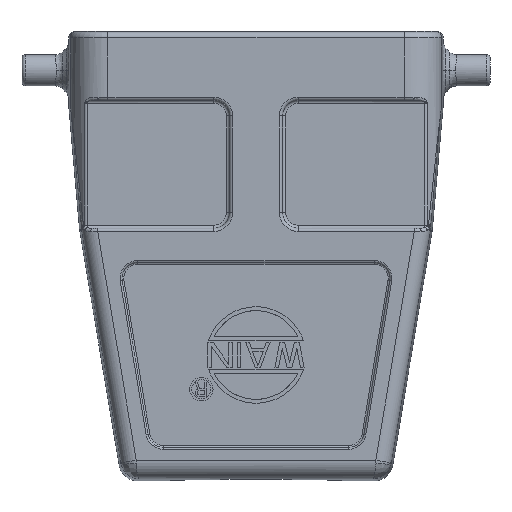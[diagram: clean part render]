
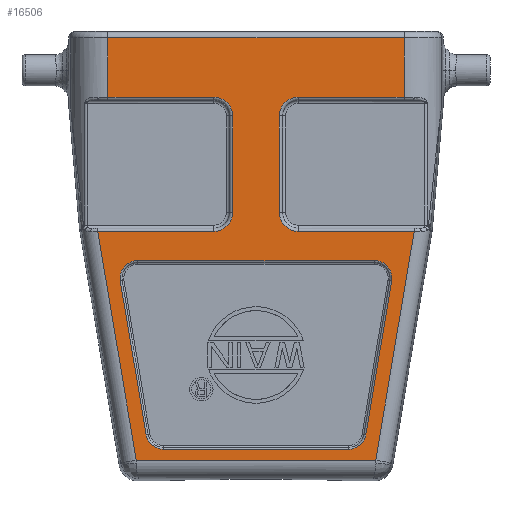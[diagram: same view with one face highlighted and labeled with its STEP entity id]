
A CAD part, front view. The second image highlights one B-rep face of the part: STEP entity #16506.
In plain terms, the highlighted planar face has unit normal (0, -1, 0).
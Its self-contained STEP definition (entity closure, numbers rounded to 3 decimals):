
#1709=DIRECTION('',(-1.,0.,0.));
#1710=VECTOR('',#1709,47.457);
#1711=CARTESIAN_POINT('',(23.729,-21.5,-1.));
#1712=LINE('',#1711,#1710);
#4130=DIRECTION('',(-1.,0.,0.));
#4131=VECTOR('',#4130,16.979);
#4132=CARTESIAN_POINT('',(-6.75,-21.5,-10.5));
#4133=LINE('',#4132,#4131);
#4134=DIRECTION('',(0.,0.,1.));
#4135=VECTOR('',#4134,9.5);
#4136=CARTESIAN_POINT('',(-23.729,-21.5,-10.5));
#4137=LINE('',#4136,#4135);
#4138=DIRECTION('',(0.,0.,-1.));
#4139=VECTOR('',#4138,9.5);
#4140=CARTESIAN_POINT('',(23.729,-21.5,-1.));
#4141=LINE('',#4140,#4139);
#4142=DIRECTION('',(-1.,0.,0.));
#4143=VECTOR('',#4142,16.979);
#4144=CARTESIAN_POINT('',(23.729,-21.5,-10.5));
#4145=LINE('',#4144,#4143);
#4146=CARTESIAN_POINT('',(6.75,-21.5,-13.5));
#4147=DIRECTION('',(0.,-1.,0.));
#4148=DIRECTION('',(0.,0.,1.));
#4149=AXIS2_PLACEMENT_3D('',#4146,#4147,#4148);
#4151=DIRECTION('',(0.,0.,-1.));
#4152=VECTOR('',#4151,15.5);
#4153=CARTESIAN_POINT('',(3.75,-21.5,-13.5));
#4154=LINE('',#4153,#4152);
#4155=CARTESIAN_POINT('',(6.75,-21.5,-29.));
#4156=DIRECTION('',(0.,-1.,0.));
#4157=DIRECTION('',(-1.,0.,0.));
#4158=AXIS2_PLACEMENT_3D('',#4155,#4156,#4157);
#4160=DIRECTION('',(1.,0.,0.));
#4161=VECTOR('',#4160,18.602);
#4162=CARTESIAN_POINT('',(6.75,-21.5,-32.));
#4163=LINE('',#4162,#4161);
#4164=DIRECTION('',(1.,0.,0.));
#4165=VECTOR('',#4164,18.615);
#4166=CARTESIAN_POINT('',(-25.365,-21.5,-32.));
#4167=LINE('',#4166,#4165);
#4168=CARTESIAN_POINT('',(-6.75,-21.5,-29.));
#4169=DIRECTION('',(0.,-1.,0.));
#4170=DIRECTION('',(0.,0.,-1.));
#4171=AXIS2_PLACEMENT_3D('',#4168,#4169,#4170);
#4173=DIRECTION('',(0.,0.,1.));
#4174=VECTOR('',#4173,15.5);
#4175=CARTESIAN_POINT('',(-3.75,-21.5,-29.));
#4176=LINE('',#4175,#4174);
#4177=CARTESIAN_POINT('',(-6.75,-21.5,-13.5));
#4178=DIRECTION('',(0.,-1.,0.));
#4179=DIRECTION('',(1.,0.,0.));
#4180=AXIS2_PLACEMENT_3D('',#4177,#4178,#4179);
#4186=DIRECTION('',(1.,0.,0.));
#4187=VECTOR('',#4186,29.678);
#4188=CARTESIAN_POINT('',(-14.84,-21.5,-66.925));
#4189=LINE('',#4188,#4187);
#4222=CARTESIAN_POINT('',(-14.84,-21.5,
-64.125));
#4223=DIRECTION('',(0.,-1.,0.));
#4224=DIRECTION('',(-0.986,0.,-0.166));
#4225=AXIS2_PLACEMENT_3D('',#4222,#4223,#4224);
#4241=DIRECTION('',(0.166,0.,-0.986));
#4242=VECTOR('',#4241,24.971);
#4243=CARTESIAN_POINT('',(-21.748,-21.5,-39.965));
#4244=LINE('',#4243,#4242);
#4282=CARTESIAN_POINT('',(-18.987,-21.5,-39.5));
#4283=DIRECTION('',(0.,-1.,0.));
#4284=DIRECTION('',(0.,0.,1.));
#4285=AXIS2_PLACEMENT_3D('',#4282,#4283,#4284);
#4296=DIRECTION('',(-1.,0.,0.));
#4297=VECTOR('',#4296,37.964);
#4298=CARTESIAN_POINT('',(18.977,-21.5,-36.7));
#4299=LINE('',#4298,#4297);
#4332=CARTESIAN_POINT('',(18.977,-21.5,-39.5));
#4333=DIRECTION('',(0.,-1.,0.));
#4334=DIRECTION('',(0.986,0.,-0.166));
#4335=AXIS2_PLACEMENT_3D('',#4332,#4333,#4334);
#4351=DIRECTION('',(0.166,0.,0.986));
#4352=VECTOR('',#4351,24.97);
#4353=CARTESIAN_POINT('',(17.599,-21.5,-64.589));
#4354=LINE('',#4353,#4352);
#4392=CARTESIAN_POINT('',(14.838,-21.5,
-64.125));
#4393=DIRECTION('',(0.,-1.,0.));
#4394=DIRECTION('',(0.,0.,-1.));
#4395=AXIS2_PLACEMENT_3D('',#4392,#4393,#4394);
#6342=DIRECTION('',(-1.,0.,0.));
#6343=VECTOR('',#6342,38.375);
#6344=CARTESIAN_POINT('',(19.187,-21.5,
-68.677));
#6345=LINE('',#6344,#6343);
#6395=DIRECTION('',(0.166,0.,0.986));
#6396=VECTOR('',#6395,37.191);
#6397=CARTESIAN_POINT('',(19.187,-21.5,
-68.677));
#6398=LINE('',#6397,#6396);
#6399=CARTESIAN_POINT('',(25.352,-21.5,-32.));
#6709=DIRECTION('',(0.166,0.,-0.986));
#6710=VECTOR('',#6709,37.193);
#6711=CARTESIAN_POINT('',(-25.365,-21.5,-32.));
#6712=LINE('',#6711,#6710);
#8244=CARTESIAN_POINT('',(-14.84,-21.5,-66.925));
#8245=CARTESIAN_POINT('',(14.838,-21.5,-66.925));
#8246=VERTEX_POINT('',#8244);
#8247=VERTEX_POINT('',#8245);
#8252=CARTESIAN_POINT('',(18.977,-21.5,-36.7));
#8253=CARTESIAN_POINT('',(-18.987,-21.5,-36.7));
#8254=VERTEX_POINT('',#8252);
#8255=VERTEX_POINT('',#8253);
#8260=CARTESIAN_POINT('',(-23.729,-21.5,-1.));
#8261=VERTEX_POINT('',#8260);
#8262=CARTESIAN_POINT('',(23.729,-21.5,-1.));
#8263=VERTEX_POINT('',#8262);
#8338=CARTESIAN_POINT('',(19.187,-21.5,
-68.677));
#8339=CARTESIAN_POINT('',(-19.188,-21.5,
-68.677));
#8340=VERTEX_POINT('',#8338);
#8341=VERTEX_POINT('',#8339);
#8368=CARTESIAN_POINT('',(-21.748,-21.5,-39.965));
#8369=CARTESIAN_POINT('',(-17.601,-21.5,-64.59));
#8370=VERTEX_POINT('',#8368);
#8371=VERTEX_POINT('',#8369);
#8374=CARTESIAN_POINT('',(17.599,-21.5,
-64.589));
#8375=VERTEX_POINT('',#8374);
#8378=CARTESIAN_POINT('',(21.738,-21.5,-39.964));
#8379=VERTEX_POINT('',#8378);
#9532=CARTESIAN_POINT('',(-23.729,-21.5,-10.5));
#9533=VERTEX_POINT('',#9532);
#9536=CARTESIAN_POINT('',(-6.75,-21.5,-10.5));
#9537=VERTEX_POINT('',#9536);
#9540=CARTESIAN_POINT('',(-3.75,-21.5,-13.5));
#9541=VERTEX_POINT('',#9540);
#9544=CARTESIAN_POINT('',(-3.75,-21.5,-29.));
#9545=VERTEX_POINT('',#9544);
#9548=CARTESIAN_POINT('',(-6.75,-21.5,-32.));
#9549=VERTEX_POINT('',#9548);
#9552=CARTESIAN_POINT('',(-25.365,-21.5,-32.));
#9553=VERTEX_POINT('',#9552);
#9577=VERTEX_POINT('',#6399);
#9580=CARTESIAN_POINT('',(6.75,-21.5,-32.));
#9581=VERTEX_POINT('',#9580);
#9584=CARTESIAN_POINT('',(3.75,-21.5,-29.));
#9585=VERTEX_POINT('',#9584);
#9588=CARTESIAN_POINT('',(3.75,-21.5,-13.5));
#9589=VERTEX_POINT('',#9588);
#9592=CARTESIAN_POINT('',(6.75,-21.5,-10.5));
#9593=VERTEX_POINT('',#9592);
#9596=CARTESIAN_POINT('',(23.729,-21.5,-10.5));
#9597=VERTEX_POINT('',#9596);
#16452=CARTESIAN_POINT('',(0.,-21.5,0.));
#16453=DIRECTION('',(0.,1.,0.));
#16454=DIRECTION('',(1.,0.,0.));
#16455=AXIS2_PLACEMENT_3D('',#16452,#16453,#16454);
#16456=PLANE('',#16455);
#16457=ORIENTED_EDGE('',*,*,#16445,.T.);
#16458=ORIENTED_EDGE('',*,*,#16327,.T.);
#16459=ORIENTED_EDGE('',*,*,#12352,.F.);
#16461=ORIENTED_EDGE('',*,*,#16460,.T.);
#16463=ORIENTED_EDGE('',*,*,#16462,.T.);
#16465=ORIENTED_EDGE('',*,*,#16464,.T.);
#16467=ORIENTED_EDGE('',*,*,#16466,.T.);
#16469=ORIENTED_EDGE('',*,*,#16468,.T.);
#16471=ORIENTED_EDGE('',*,*,#16470,.T.);
#16473=ORIENTED_EDGE('',*,*,#16472,.F.);
#16475=ORIENTED_EDGE('',*,*,#16474,.T.);
#16477=ORIENTED_EDGE('',*,*,#16476,.F.);
#16479=ORIENTED_EDGE('',*,*,#16478,.T.);
#16481=ORIENTED_EDGE('',*,*,#16480,.T.);
#16483=ORIENTED_EDGE('',*,*,#16482,.T.);
#16485=ORIENTED_EDGE('',*,*,#16484,.T.);
#16486=EDGE_LOOP('',(#16457,#16458,#16459,#16461,#16463,#16465,#16467,#16469,
#16471,#16473,#16475,#16477,#16479,#16481,#16483,#16485));
#16487=FACE_OUTER_BOUND('',#16486,.F.);
#16489=ORIENTED_EDGE('',*,*,#16488,.T.);
#16491=ORIENTED_EDGE('',*,*,#16490,.T.);
#16493=ORIENTED_EDGE('',*,*,#16492,.T.);
#16495=ORIENTED_EDGE('',*,*,#16494,.T.);
#16497=ORIENTED_EDGE('',*,*,#16496,.T.);
#16499=ORIENTED_EDGE('',*,*,#16498,.T.);
#16501=ORIENTED_EDGE('',*,*,#16500,.T.);
#16503=ORIENTED_EDGE('',*,*,#16502,.T.);
#16504=EDGE_LOOP('',(#16489,#16491,#16493,#16495,#16497,#16499,#16501,#16503));
#16505=FACE_BOUND('',#16504,.F.);
#4150=CIRCLE('',#4149,3.);
#4159=CIRCLE('',#4158,3.);
#4172=CIRCLE('',#4171,3.);
#4181=CIRCLE('',#4180,3.);
#4226=CIRCLE('',#4225,2.8);
#4286=CIRCLE('',#4285,2.8);
#4336=CIRCLE('',#4335,2.8);
#4396=CIRCLE('',#4395,2.8);
#12352=EDGE_CURVE('',#8263,#8261,#1712,.T.);
#16327=EDGE_CURVE('',#9533,#8261,#4137,.T.);
#16445=EDGE_CURVE('',#9537,#9533,#4133,.T.);
#16460=EDGE_CURVE('',#8263,#9597,#4141,.T.);
#16462=EDGE_CURVE('',#9597,#9593,#4145,.T.);
#16464=EDGE_CURVE('',#9593,#9589,#4150,.T.);
#16466=EDGE_CURVE('',#9589,#9585,#4154,.T.);
#16468=EDGE_CURVE('',#9585,#9581,#4159,.T.);
#16470=EDGE_CURVE('',#9581,#9577,#4163,.T.);
#16472=EDGE_CURVE('',#8340,#9577,#6398,.T.);
#16474=EDGE_CURVE('',#8340,#8341,#6345,.T.);
#16476=EDGE_CURVE('',#9553,#8341,#6712,.T.);
#16478=EDGE_CURVE('',#9553,#9549,#4167,.T.);
#16480=EDGE_CURVE('',#9549,#9545,#4172,.T.);
#16482=EDGE_CURVE('',#9545,#9541,#4176,.T.);
#16484=EDGE_CURVE('',#9541,#9537,#4181,.T.);
#16488=EDGE_CURVE('',#8246,#8247,#4189,.T.);
#16490=EDGE_CURVE('',#8247,#8375,#4396,.T.);
#16492=EDGE_CURVE('',#8375,#8379,#4354,.T.);
#16494=EDGE_CURVE('',#8379,#8254,#4336,.T.);
#16496=EDGE_CURVE('',#8254,#8255,#4299,.T.);
#16498=EDGE_CURVE('',#8255,#8370,#4286,.T.);
#16500=EDGE_CURVE('',#8370,#8371,#4244,.T.);
#16502=EDGE_CURVE('',#8371,#8246,#4226,.T.);
#16506=ADVANCED_FACE('',(#16487,#16505),#16456,.F.);
